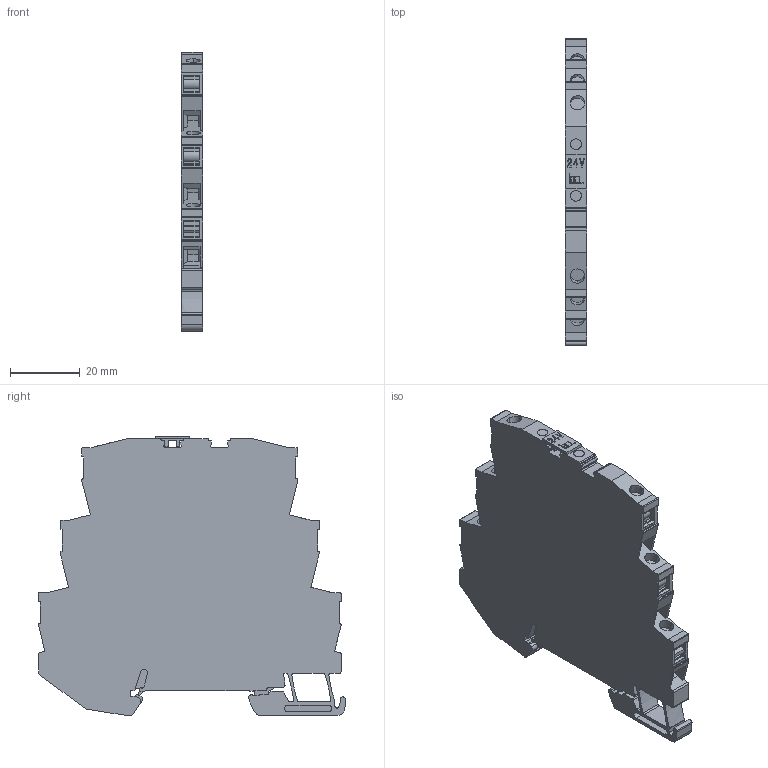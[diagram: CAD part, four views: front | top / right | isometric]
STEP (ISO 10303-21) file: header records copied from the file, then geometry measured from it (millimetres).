
FILE_DESCRIPTION(('CATIA V5 STEP Exchange','CAx-IF Rec.Pracs.--- Model Styling and Organization---1.5--- 2016-08-15','CAx-IF Rec.Pracs.---Supplemental Geometry---1.0---2011-11-01','CAx-IF Rec.Pracs.--- Composite Materials ---1.1---2010-07-15'),'2;1');
FILE_NAME ('9339666_3', '2025-09-23T06:51:07+00:00', ('none'), ('Weidmueller'), 'CATIA Version 5-6 Release 2024 SP4', 'CATIA V5 STEP AP214 v3', 'none');
FILE_SCHEMA(('AUTOMOTIVE_DESIGN { 1 0 10303 214 1 1 1 1 }'));
Length unit declared in the file: millimetre
Products named in the file (1): 1064430000
Bounding box: 6.1 x 88.11 x 80.34 mm (x, y, z)
Volume: 25409 mm3; surface area: 21123.9 mm2
Topology: 10 solids, 10 shells, 824 faces, 2474 edges, 1697 vertices
Faces by surface type: plane 565, cylinder 235, extrusion 24
Entity records: 27604 total; most frequent: CARTESIAN_POINT 5946, ORIENTED_EDGE 4948, DIRECTION 3686, EDGE_CURVE 2474, VECTOR 1917, LINE 1893, VERTEX_POINT 1697, AXIS2_PLACEMENT_3D 1123
